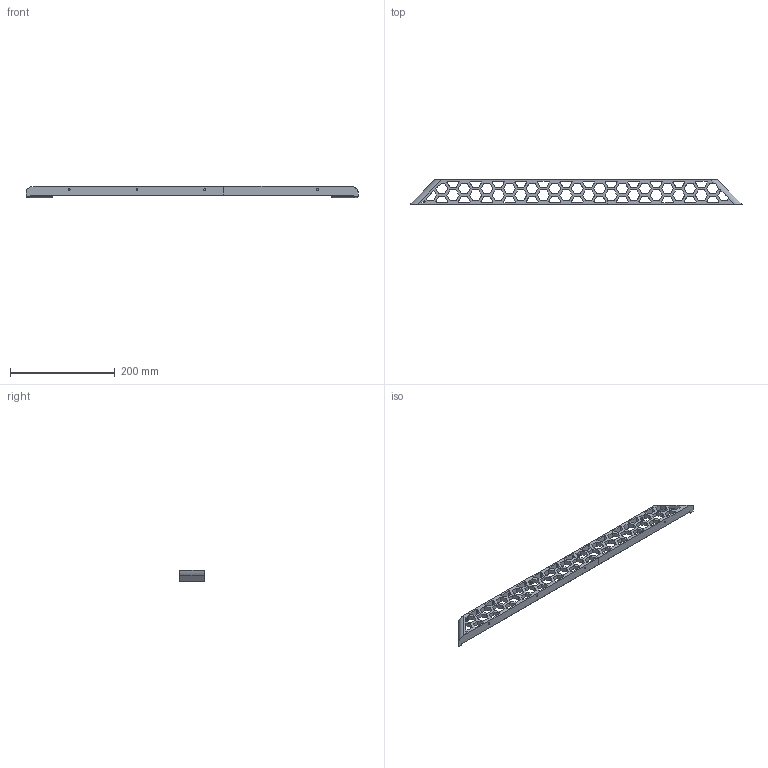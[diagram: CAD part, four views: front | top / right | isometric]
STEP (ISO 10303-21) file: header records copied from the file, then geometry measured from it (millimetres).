
FILE_DESCRIPTION (( 'STEP AP203' ), '1' );
FILE_NAME ('hcomb-RIGHT.500mm.STEP', '2021-06-30T19:35:13', ( '' ), ( '' ), 'SwSTEP 2.0', 'SolidWorks 2019', '' );
FILE_SCHEMA (( 'CONFIG_CONTROL_DESIGN' ));
Length unit declared in the file: millimetre
Products named in the file (1): hcomb-RIGHT.500mm
Bounding box: 632.72 x 46.8 x 21 mm (x, y, z)
Volume: 138799.3 mm3; surface area: 84077.1 mm2
Topology: 2 solids, 2 shells, 398 faces, 1161 edges, 772 vertices
Faces by surface type: plane 350, cylinder 38, bspline 10
Entity records: 16216 total; most frequent: CARTESIAN_POINT 5990, ORIENTED_EDGE 2322, DIRECTION 1680, EDGE_CURVE 1161, LINE 788, VECTOR 788, VERTEX_POINT 772, EDGE_LOOP 521
